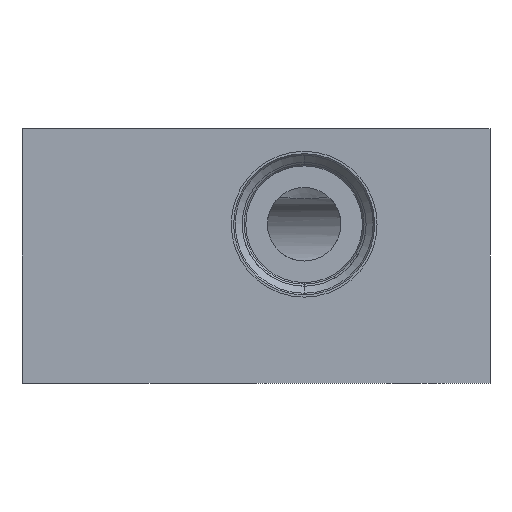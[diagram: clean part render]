
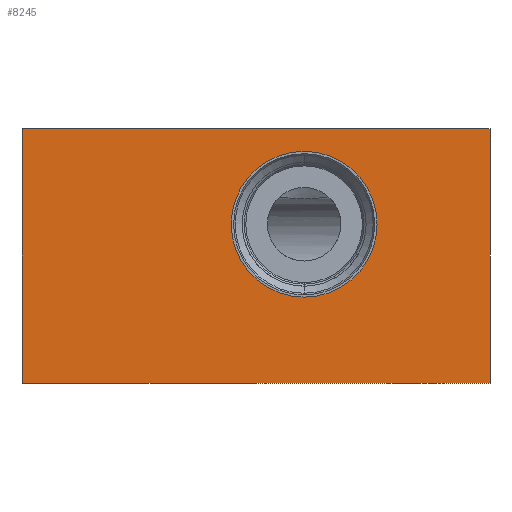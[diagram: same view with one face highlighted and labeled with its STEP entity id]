
A CAD part, front view. The second image highlights one B-rep face of the part: STEP entity #8245.
In plain terms, the highlighted planar face has unit normal (0, -1, 0).
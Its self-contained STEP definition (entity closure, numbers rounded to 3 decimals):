
#160 = VERTEX_POINT ( 'NONE', #680 ) ;
#403 = VERTEX_POINT ( 'NONE', #3131 ) ;
#509 = EDGE_CURVE ( 'NONE', #403, #4916, #10710, .T. ) ;
#548 = DIRECTION ( 'NONE',  ( 0., 0., -1. ) ) ;
#680 = CARTESIAN_POINT ( 'NONE',  ( 0., 0., 38.1 ) ) ;
#1391 = ORIENTED_EDGE ( 'NONE', *, *, #5504, .F. ) ;
#1402 = CARTESIAN_POINT ( 'NONE',  ( 70., 0., 38.1 ) ) ;
#1660 = FACE_BOUND ( 'NONE', #5012, .T. ) ;
#2036 = ORIENTED_EDGE ( 'NONE', *, *, #12311, .F. ) ;
#2614 = VECTOR ( 'NONE', #5094, 1000. ) ;
#3131 = CARTESIAN_POINT ( 'NONE',  ( 42.2, 0., 12.89 ) ) ;
#3855 = CARTESIAN_POINT ( 'NONE',  ( 70., 0., 0. ) ) ;
#3859 = VERTEX_POINT ( 'NONE', #1402 ) ;
#4682 = VERTEX_POINT ( 'NONE', #12676 ) ;
#4868 = CARTESIAN_POINT ( 'NONE',  ( 0., 0., 0. ) ) ;
#4916 = VERTEX_POINT ( 'NONE', #13071 ) ;
#5012 = EDGE_LOOP ( 'NONE', ( #9324, #2036 ) ) ;
#5094 = DIRECTION ( 'NONE',  ( 0., 0., 1. ) ) ;
#5356 = DIRECTION ( 'NONE',  ( 0., 1., 0. ) ) ;
#5451 = CARTESIAN_POINT ( 'NONE',  ( 0., 0., 38.1 ) ) ;
#5504 = EDGE_CURVE ( 'NONE', #4682, #160, #11765, .T. ) ;
#5824 = EDGE_CURVE ( 'NONE', #160, #3859, #7450, .T. ) ;
#5867 = EDGE_LOOP ( 'NONE', ( #1391, #7116, #10082, #10238 ) ) ;
#6165 = EDGE_CURVE ( 'NONE', #8623, #4682, #11154, .T. ) ;
#6817 = FACE_OUTER_BOUND ( 'NONE', #5867, .T. ) ;
#6836 = LINE ( 'NONE', #9954, #9937 ) ;
#7042 = EDGE_CURVE ( 'NONE', #3859, #8623, #6836, .T. ) ;
#7116 = ORIENTED_EDGE ( 'NONE', *, *, #6165, .F. ) ;
#7450 = LINE ( 'NONE', #5451, #12109 ) ;
#7575 = DIRECTION ( 'NONE',  ( -1., 0., 0. ) ) ;
#7636 = DIRECTION ( 'NONE',  ( 0., 0., 1. ) ) ;
#7721 = VECTOR ( 'NONE', #7575, 1000. ) ;
#7880 = CARTESIAN_POINT ( 'NONE',  ( 42.2, 0., 23.8 ) ) ;
#8245 = ADVANCED_FACE ( 'NONE', ( #6817, #1660 ), #12019, .F. ) ;
#8623 = VERTEX_POINT ( 'NONE', #3855 ) ;
#9265 = DIRECTION ( 'NONE',  ( 0., 0., -1. ) ) ;
#9324 = ORIENTED_EDGE ( 'NONE', *, *, #509, .F. ) ;
#9576 = CARTESIAN_POINT ( 'NONE',  ( 0., 0., 0. ) ) ;
#9937 = VECTOR ( 'NONE', #9265, 1000. ) ;
#9954 = CARTESIAN_POINT ( 'NONE',  ( 70., 0., 0. ) ) ;
#10082 = ORIENTED_EDGE ( 'NONE', *, *, #7042, .F. ) ;
#10238 = ORIENTED_EDGE ( 'NONE', *, *, #5824, .F. ) ;
#10446 = CIRCLE ( 'NONE', #11914, 10.91 ) ;
#10710 = CIRCLE ( 'NONE', #13012, 10.91 ) ;
#11032 = DIRECTION ( 'NONE',  ( 1., 0., 0. ) ) ;
#11154 = LINE ( 'NONE', #4868, #7721 ) ;
#11524 = DIRECTION ( 'NONE',  ( 0., -1., 0. ) ) ;
#11765 = LINE ( 'NONE', #9576, #2614 ) ;
#11914 = AXIS2_PLACEMENT_3D ( 'NONE', #7880, #13343, #12315 ) ;
#11967 = CARTESIAN_POINT ( 'NONE',  ( 0., 0., 38.1 ) ) ;
#12019 = PLANE ( 'NONE',  #12050 ) ;
#12050 = AXIS2_PLACEMENT_3D ( 'NONE', #11967, #5356, #7636 ) ;
#12109 = VECTOR ( 'NONE', #11032, 1000. ) ;
#12311 = EDGE_CURVE ( 'NONE', #4916, #403, #10446, .T. ) ;
#12315 = DIRECTION ( 'NONE',  ( 0., 0., -1. ) ) ;
#12676 = CARTESIAN_POINT ( 'NONE',  ( 0., 0., 0. ) ) ;
#13012 = AXIS2_PLACEMENT_3D ( 'NONE', #13754, #11524, #548 ) ;
#13071 = CARTESIAN_POINT ( 'NONE',  ( 42.2, 0., 34.71 ) ) ;
#13343 = DIRECTION ( 'NONE',  ( 0., -1., 0. ) ) ;
#13754 = CARTESIAN_POINT ( 'NONE',  ( 42.2, 0., 23.8 ) ) ;
